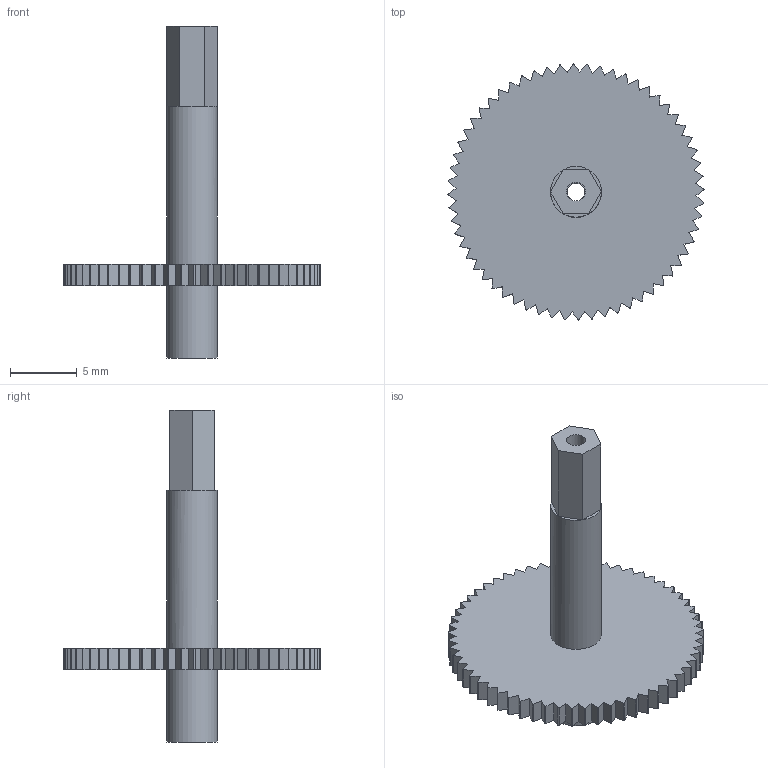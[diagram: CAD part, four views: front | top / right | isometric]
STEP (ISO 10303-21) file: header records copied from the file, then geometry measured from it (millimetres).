
FILE_DESCRIPTION(/* description */ (''),/* implementation_level */ '2;1');
FILE_NAME(/* name */ 'gear v4.step',/* time_stamp */ '2023-06-05T13:59:14+02:00',/* author */ (''),/* organization */ (''),/* preprocessor_version */ 'ST-DEVELOPER v19.2',/* originating_system */ 'Autodesk Translation Framework v12.6.0.85',/* authorisation */ '');
FILE_SCHEMA (('AUTOMOTIVE_DESIGN { 1 0 10303 214 3 1 1 }'));
Length unit declared in the file: millimetre
Products named in the file (1): gear
Bounding box: 19.13 x 19.13 x 24.8 mm (x, y, z)
Volume: 646.1 mm3; surface area: 1069.2 mm2
Topology: 1 solids, 1 shells, 201 faces, 575 edges, 379 vertices
Faces by surface type: plane 137, cylinder 64
Full cylindrical faces by diameter (mm): 1.342 x1, 1.4 x1, 3.8 x2
Entity records: 6575 total; most frequent: CARTESIAN_POINT 1156, ORIENTED_EDGE 1150, DIRECTION 1112, EDGE_CURVE 575, LINE 442, VECTOR 442, VERTEX_POINT 379, AXIS2_PLACEMENT_3D 335
